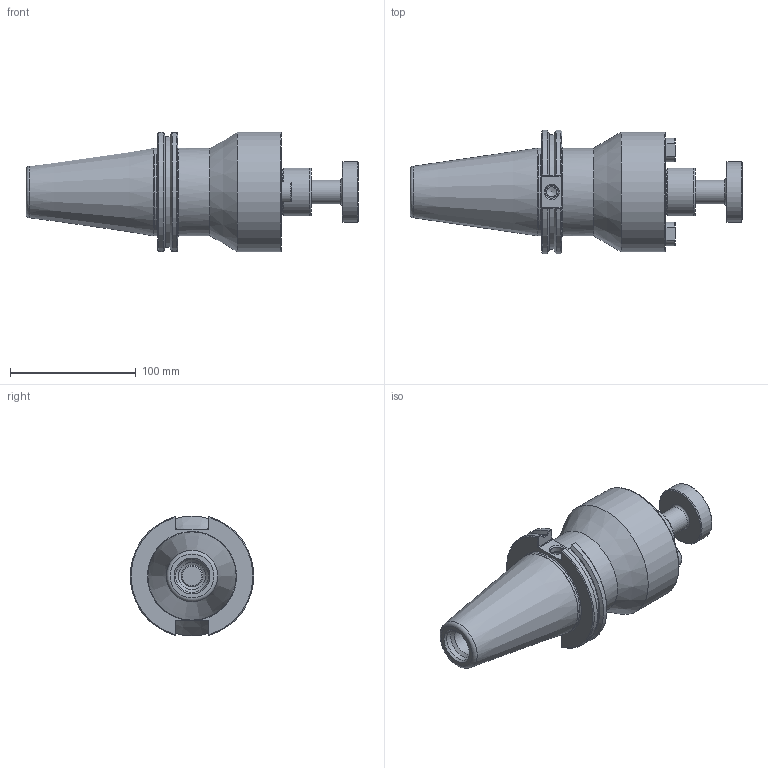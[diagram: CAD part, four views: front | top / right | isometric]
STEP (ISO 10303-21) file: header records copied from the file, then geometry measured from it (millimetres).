
FILE_DESCRIPTION((''),'2;1');
FILE_NAME('C50-15SM4.stp','2014-10-28T13:20:04',('kaykin'),(''),'Autodesk Inventor 2012','Autodesk Inventor 2012','');
FILE_SCHEMA(('AUTOMOTIVE_DESIGN { 1 0 10303 214 1 1 1 1 }'));
Length unit declared in the file: inch
Products named in the file (4): C50-15SM4; C50-15SM4-1; 15LS; 15KY
Assembly tree (4 placements, depth 2):
  C50-15SM4
    C50-15SM4-1
    15LS
    15KY  x2
Bounding box: 264.2 x 98.06 x 95.25 mm (x, y, z)
Volume: 814045 mm3; surface area: 93245.4 mm2
Topology: 4 solids, 4 shells, 166 faces, 406 edges, 258 vertices
Faces by surface type: plane 62, cylinder 46, cone 43, bspline 8, torus 7
Full cylindrical faces by diameter (mm): 4.826 x2, 8 x1, 9.525 x1, 10.135 x1, 14.986 x2, 15.354 x2, 15.862 x2, 15.888 x2, 17.323 x1, 19.05 x1, 20.32 x1, 21.971 x1, 26.365 x1, 36.566 x1, 38.09 x1, 47.752 x1, 69.342 x1, 69.85 x1, 95.25 x1
Entity records: 5015 total; most frequent: CARTESIAN_POINT 1702, DIRECTION 632, ORIENTED_EDGE 600, EDGE_CURVE 300, AXIS2_PLACEMENT_3D 262, VERTEX_POINT 218, EDGE_LOOP 212, FACE_OUTER_BOUND 148
